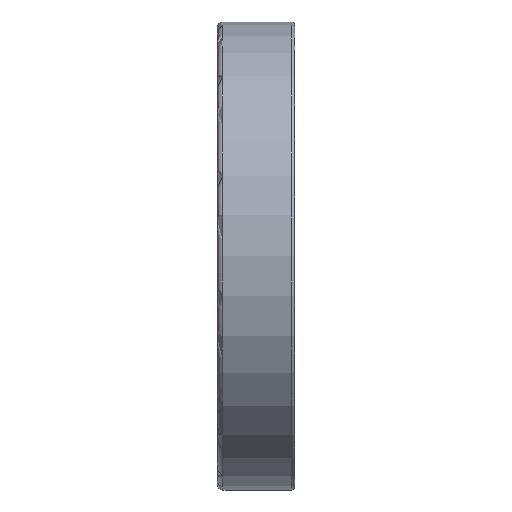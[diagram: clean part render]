
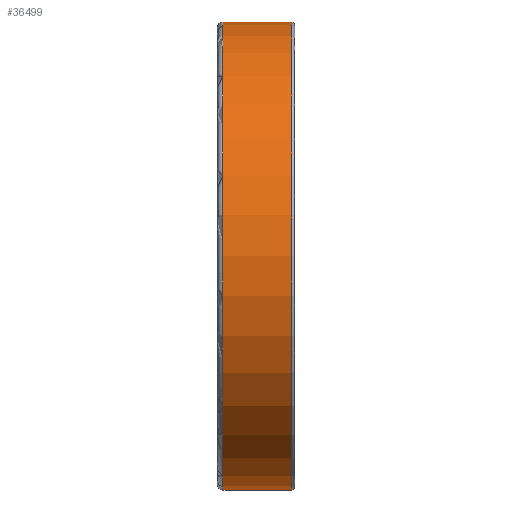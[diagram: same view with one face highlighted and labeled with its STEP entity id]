
A CAD part, top view. The second image highlights one B-rep face of the part: STEP entity #36499.
In plain terms, the highlighted cylindrical face has radius 85 mm (diameter 170 mm), a partial arc.
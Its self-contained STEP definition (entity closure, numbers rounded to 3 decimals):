
#26644=DIRECTION('',(-1.,0.,0.));
#26645=VECTOR('',#26644,25.);
#26646=CARTESIAN_POINT('',(13.,85.,0.));
#26647=LINE('',#26646,#26645);
#26651=DIRECTION('',(-1.,0.,0.));
#26652=VECTOR('',#26651,25.);
#26653=CARTESIAN_POINT('',(13.,-85.,0.));
#26654=LINE('',#26653,#26652);
#26666=CARTESIAN_POINT('',(13.,0.,0.));
#26667=DIRECTION('',(1.,0.,0.));
#26668=DIRECTION('',(0.,1.,0.));
#26669=AXIS2_PLACEMENT_3D('',#26666,#26667,#26668);
#26674=CARTESIAN_POINT('',(-12.,0.,0.));
#26675=DIRECTION('',(1.,0.,0.));
#26676=DIRECTION('',(0.,1.,0.));
#26677=AXIS2_PLACEMENT_3D('',#26674,#26675,#26676);
#33561=CARTESIAN_POINT('',(13.,85.,0.));
#33562=CARTESIAN_POINT('',(-12.,85.,0.));
#33563=VERTEX_POINT('',#33561);
#33564=VERTEX_POINT('',#33562);
#33573=CARTESIAN_POINT('',(13.,-85.,0.));
#33574=CARTESIAN_POINT('',(-12.,-85.,0.));
#33575=VERTEX_POINT('',#33573);
#33576=VERTEX_POINT('',#33574);
#36487=CARTESIAN_POINT('',(-15.4,0.,0.));
#36488=DIRECTION('',(1.,0.,0.));
#36489=DIRECTION('',(0.,-1.,0.));
#36490=AXIS2_PLACEMENT_3D('',#36487,#36488,#36489);
#36491=CYLINDRICAL_SURFACE('',#36490,85.);
#36492=ORIENTED_EDGE('',*,*,#36477,.F.);
#36493=ORIENTED_EDGE('',*,*,#36454,.T.);
#36494=ORIENTED_EDGE('',*,*,#36481,.T.);
#36496=ORIENTED_EDGE('',*,*,#36495,.F.);
#36497=EDGE_LOOP('',(#36492,#36493,#36494,#36496));
#36498=FACE_OUTER_BOUND('',#36497,.F.);
#26670=CIRCLE('',#26669,85.);
#26678=CIRCLE('',#26677,85.);
#36454=EDGE_CURVE('',#33563,#33575,#26670,.T.);
#36477=EDGE_CURVE('',#33563,#33564,#26647,.T.);
#36481=EDGE_CURVE('',#33575,#33576,#26654,.T.);
#36495=EDGE_CURVE('',#33564,#33576,#26678,.T.);
#36499=ADVANCED_FACE('',(#36498),#36491,.T.);
